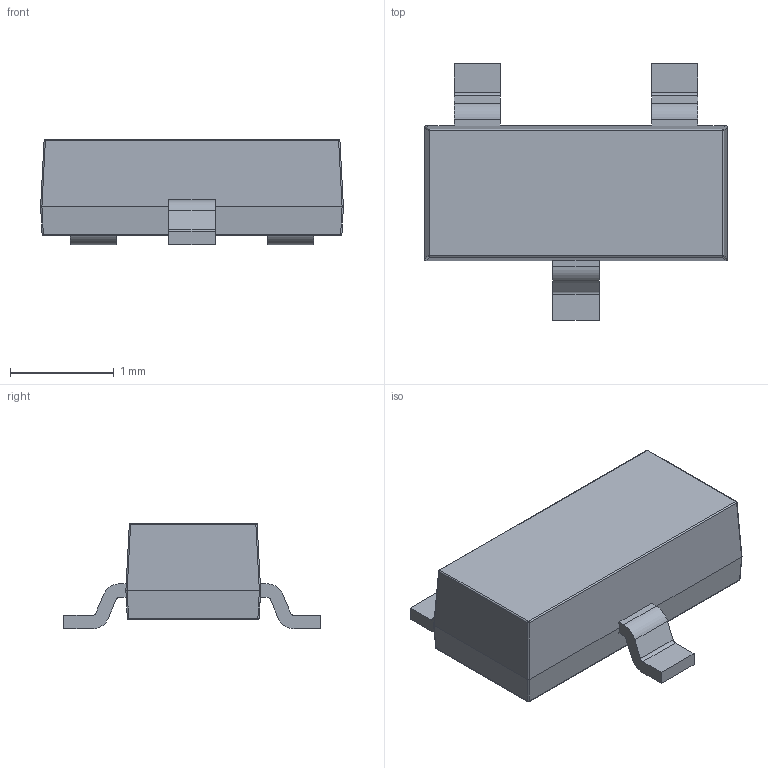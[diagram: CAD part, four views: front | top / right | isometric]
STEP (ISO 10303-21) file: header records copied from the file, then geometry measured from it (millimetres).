
FILE_DESCRIPTION(('Open CASCADE Model'),'2;1');
FILE_NAME('Open CASCADE Shape Model','2010-03-15T12:32:29',('Author'),( 'Open CASCADE'),'Open CASCADE STEP processor 6.3','Open CASCADE 6.3' ,'Unknown');
FILE_SCHEMA(('AUTOMOTIVE_DESIGN_CC2 { 1 2 10303 214 -1 1 5 4 }'));
Length unit declared in the file: millimetre
Products named in the file (75): Open CASCADE STEP translator 6.3 1; Open CASCADE STEP translator 6.3 1.1; Open CASCADE STEP translator 6.3 1.1.1; Open CASCADE STEP translator 6.3 1.1.2; Open CASCADE STEP translator 6.3 1.1.3; Open CASCADE STEP translator 6.3 1.1.4; Open CASCADE STEP translator 6.3 1.1.5; Open CASCADE STEP translator 6.3 1.1.6; Open CASCADE STEP translator 6.3 1.1.7; Open CASCADE STEP translator 6.3 1.1.8; Open CASCADE STEP translator 6.3 1.1.9; Open CASCADE STEP translator 6.3 1.1.10; Open CASCADE STEP translator 6.3 1.1.11; Open CASCADE STEP translator 6.3 1.1.12; Open CASCADE STEP translator 6.3 1.1.13; Open CASCADE STEP translator 6.3 1.1.14; Open CASCADE STEP translator 6.3 1.1.15; Open CASCADE STEP translator 6.3 1.1.16; Open CASCADE STEP translator 6.3 1.1.17; Open CASCADE STEP translator 6.3 1.1.18; Open CASCADE STEP translator 6.3 1.1.19; Open CASCADE STEP translator 6.3 1.1.20; Open CASCADE STEP translator 6.3 1.1.21; Open CASCADE STEP translator 6.3 1.1.22; Open CASCADE STEP translator 6.3 1.1.23; Open CASCADE STEP translator 6.3 1.1.24; Open CASCADE STEP translator 6.3 1.1.25; Open CASCADE STEP translator 6.3 1.1.26; Open CASCADE STEP translator 6.3 1.1.27; Open CASCADE STEP translator 6.3 1.1.28; Open CASCADE STEP translator 6.3 1.1.29; Open CASCADE STEP translator 6.3 1.1.30; Open CASCADE STEP translator 6.3 1.1.31; Open CASCADE STEP translator 6.3 1.1.32; Open CASCADE STEP translator 6.3 1.1.33; Open CASCADE STEP translator 6.3 1.1.34; Open CASCADE STEP translator 6.3 1.1.35; Open CASCADE STEP translator 6.3 1.1.36; Open CASCADE STEP translator 6.3 1.1.37; Open CASCADE STEP translator 6.3 1.1.38 ...
Assembly tree (74 placements, depth 3):
  Open CASCADE STEP translator 6.3 1
    Open CASCADE STEP translator 6.3 1.1
      Open CASCADE STEP translator 6.3 1.1.1
      Open CASCADE STEP translator 6.3 1.1.2
      Open CASCADE STEP translator 6.3 1.1.3
      Open CASCADE STEP translator 6.3 1.1.4
      Open CASCADE STEP translator 6.3 1.1.5
      Open CASCADE STEP translator 6.3 1.1.6
      Open CASCADE STEP translator 6.3 1.1.7
      Open CASCADE STEP translator 6.3 1.1.8
      Open CASCADE STEP translator 6.3 1.1.9
      Open CASCADE STEP translator 6.3 1.1.10
      Open CASCADE STEP translator 6.3 1.1.11
      Open CASCADE STEP translator 6.3 1.1.12
      Open CASCADE STEP translator 6.3 1.1.13
      Open CASCADE STEP translator 6.3 1.1.14
      Open CASCADE STEP translator 6.3 1.1.15
      Open CASCADE STEP translator 6.3 1.1.16
      Open CASCADE STEP translator 6.3 1.1.17
      Open CASCADE STEP translator 6.3 1.1.18
      Open CASCADE STEP translator 6.3 1.1.19
      Open CASCADE STEP translator 6.3 1.1.20
      Open CASCADE STEP translator 6.3 1.1.21
      Open CASCADE STEP translator 6.3 1.1.22
      Open CASCADE STEP translator 6.3 1.1.23
      Open CASCADE STEP translator 6.3 1.1.24
      Open CASCADE STEP translator 6.3 1.1.25
      Open CASCADE STEP translator 6.3 1.1.26
      Open CASCADE STEP translator 6.3 1.1.27
      Open CASCADE STEP translator 6.3 1.1.28
      Open CASCADE STEP translator 6.3 1.1.29
      Open CASCADE STEP translator 6.3 1.1.30
      Open CASCADE STEP translator 6.3 1.1.31
      Open CASCADE STEP translator 6.3 1.1.32
      Open CASCADE STEP translator 6.3 1.1.33
      Open CASCADE STEP translator 6.3 1.1.34
      Open CASCADE STEP translator 6.3 1.1.35
      Open CASCADE STEP translator 6.3 1.1.36
      Open CASCADE STEP translator 6.3 1.1.37
      Open CASCADE STEP translator 6.3 1.1.38
      Open CASCADE STEP translator 6.3 1.1.39
      Open CASCADE STEP translator 6.3 1.1.40
      Open CASCADE STEP translator 6.3 1.1.41
      Open CASCADE STEP translator 6.3 1.1.42
      Open CASCADE STEP translator 6.3 1.1.43
      Open CASCADE STEP translator 6.3 1.1.44
      Open CASCADE STEP translator 6.3 1.1.45
      Open CASCADE STEP translator 6.3 1.1.46
      Open CASCADE STEP translator 6.3 1.1.47
      Open CASCADE STEP translator 6.3 1.1.48
      Open CASCADE STEP translator 6.3 1.1.49
      Open CASCADE STEP translator 6.3 1.1.50
      Open CASCADE STEP translator 6.3 1.1.51
      Open CASCADE STEP translator 6.3 1.1.52
      Open CASCADE STEP translator 6.3 1.1.53
      Open CASCADE STEP translator 6.3 1.1.54
      Open CASCADE STEP translator 6.3 1.1.55
      Open CASCADE STEP translator 6.3 1.1.56
      Open CASCADE STEP translator 6.3 1.1.57
      Open CASCADE STEP translator 6.3 1.1.58
Bounding box: 2.92 x 2.48 x 1.02 mm (x, y, z)
Surface area: 17.5 mm2 (no closed solid volume)
Topology: 0 solids, 73 shells, 73 faces, 370 edges, 362 vertices
Faces by surface type: bspline 37, revolution 36
Entity records: 9258 total; most frequent: CARTESIAN_POINT 3161, DIRECTION 945, LINE 551, VECTOR 551, ORIENTED_EDGE 362, EDGE_CURVE 362, VERTEX_POINT 362, SURFACE_CURVE 362
